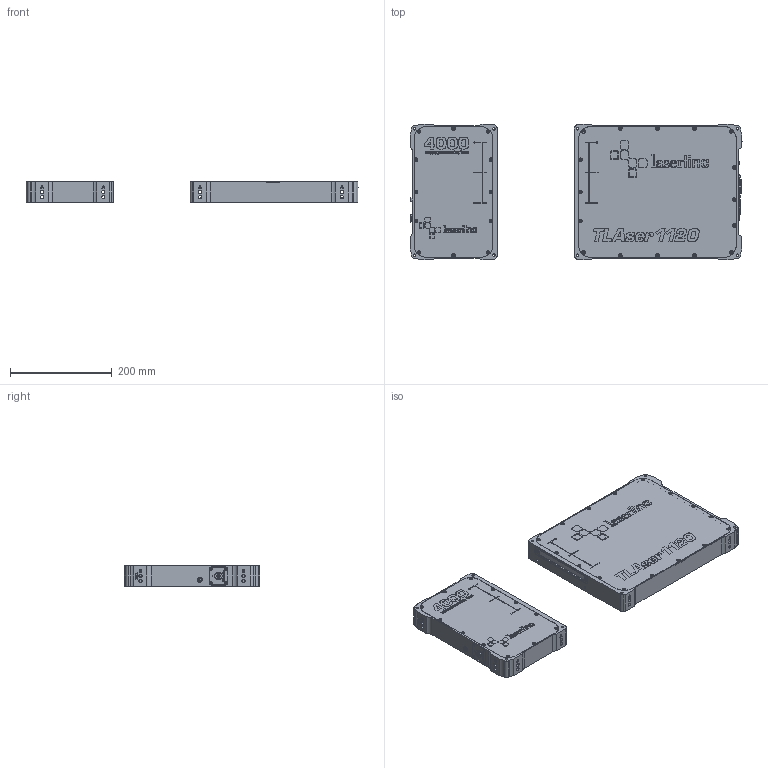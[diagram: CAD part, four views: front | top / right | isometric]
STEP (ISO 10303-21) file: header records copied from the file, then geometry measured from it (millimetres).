
FILE_DESCRIPTION (( 'STEP AP214' ), '1' );
FILE_NAME ('01120-01 TLAser1120s Single-Axis Micrometer.STEP', '2014-10-02T15:51:47', ( 'Mark' ), ( '' ), 'SwSTEP 2.0', 'SolidWorks 2014', '' );
FILE_SCHEMA (( 'AUTOMOTIVE_DESIGN' ));
Length unit declared in the file: inch
Products named in the file (3): 01120-01 TLAser1120 TX; 01120-01 TLAser1120 RX; 01120-01 TLAser1120s Single-Axis Micrometer
Assembly tree (2 placements, depth 2):
  01120-01 TLAser1120s Single-Axis Micrometer
    01120-01 TLAser1120 RX
    01120-01 TLAser1120 TX
Bounding box: 654.05 x 266.7 x 40.44 mm (x, y, z)
Surface area: 428389.4 mm2 (no closed solid volume)
Topology: 0 solids, 151 shells, 1948 faces, 8331 edges, 6260 vertices
Faces by surface type: plane 1127, cone 318, cylinder 314, bspline 153, torus 28, sphere 8
Entity records: 125007 total; most frequent: CARTESIAN_POINT 35857, ORIENTED_EDGE 12238, DIRECTION 11766, EDGE_CURVE 8271, VERTEX_POINT 6260, LINE 4626, VECTOR 4626, AXIS2_PLACEMENT_3D 3570
